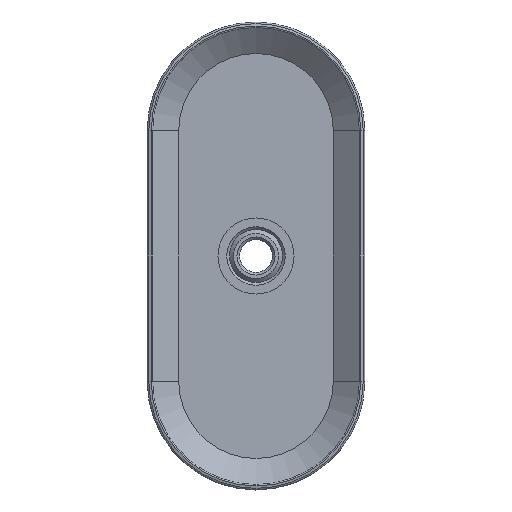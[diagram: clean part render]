
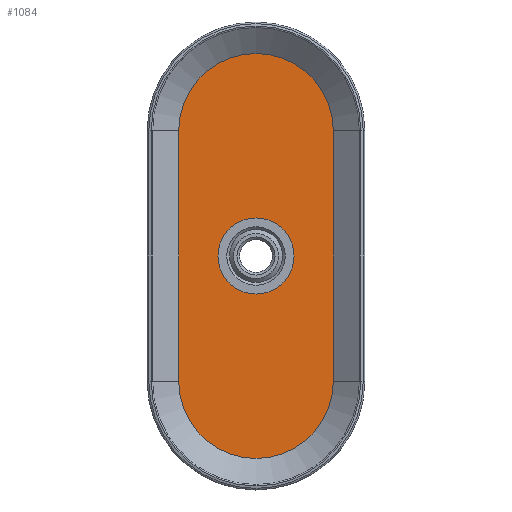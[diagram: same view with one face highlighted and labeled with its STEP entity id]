
A CAD part, front view. The second image highlights one B-rep face of the part: STEP entity #1084.
In plain terms, the highlighted planar face has unit normal (0, -1, 0).
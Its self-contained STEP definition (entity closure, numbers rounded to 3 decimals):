
#80=CIRCLE('',#1186,7.);
#81=CIRCLE('',#1187,14.205);
#82=CIRCLE('',#1188,14.205);
#200=ORIENTED_EDGE('',*,*,#503,.F.);
#201=ORIENTED_EDGE('',*,*,#501,.T.);
#202=ORIENTED_EDGE('',*,*,#504,.T.);
#203=ORIENTED_EDGE('',*,*,#505,.F.);
#204=ORIENTED_EDGE('',*,*,#506,.T.);
#501=EDGE_CURVE('',#651,#650,#743,.T.);
#503=EDGE_CURVE('',#652,#652,#80,.F.);
#504=EDGE_CURVE('',#650,#653,#81,.T.);
#505=EDGE_CURVE('',#654,#653,#745,.T.);
#506=EDGE_CURVE('',#654,#651,#82,.T.);
#650=VERTEX_POINT('',#1747);
#651=VERTEX_POINT('',#1749);
#652=VERTEX_POINT('',#1753);
#653=VERTEX_POINT('',#1755);
#654=VERTEX_POINT('',#1757);
#743=LINE('',#1748,#797);
#745=LINE('',#1756,#799);
#797=VECTOR('',#1370,1000.);
#799=VECTOR('',#1378,1000.);
#844=EDGE_LOOP('',(#200));
#845=EDGE_LOOP('',(#201,#202,#203,#204));
#950=FACE_BOUND('',#844,.T.);
#951=FACE_BOUND('',#845,.T.);
#1054=PLANE('',#1185);
#1084=ADVANCED_FACE('',(#950,#951),#1054,.F.);
#1185=AXIS2_PLACEMENT_3D('',#1751,#1372,#1373);
#1186=AXIS2_PLACEMENT_3D('',#1752,#1374,#1375);
#1187=AXIS2_PLACEMENT_3D('',#1754,#1376,#1377);
#1188=AXIS2_PLACEMENT_3D('',#1758,#1379,#1380);
#1370=DIRECTION('',(0.,0.,-1.));
#1372=DIRECTION('',(0.,1.,0.));
#1373=DIRECTION('',(0.,0.,1.));
#1374=DIRECTION('',(0.,1.,0.));
#1375=DIRECTION('',(0.,0.,1.));
#1376=DIRECTION('',(0.,-1.,0.));
#1377=DIRECTION('',(0.,0.,-1.));
#1378=DIRECTION('',(0.,0.,-1.));
#1379=DIRECTION('',(0.,-1.,0.));
#1380=DIRECTION('',(0.,0.,-1.));
#1747=CARTESIAN_POINT('',(-14.205,4.,-23.));
#1748=CARTESIAN_POINT('',(-14.205,4.,23.));
#1749=CARTESIAN_POINT('',(-14.205,4.,23.));
#1751=CARTESIAN_POINT('',(-14.205,4.,23.));
#1752=CARTESIAN_POINT('',(0.,4.,0.));
#1753=CARTESIAN_POINT('',(0.,4.,7.));
#1754=CARTESIAN_POINT('',(0.,4.,-23.));
#1755=CARTESIAN_POINT('',(14.205,4.,-23.));
#1756=CARTESIAN_POINT('',(14.205,4.,23.));
#1757=CARTESIAN_POINT('',(14.205,4.,23.));
#1758=CARTESIAN_POINT('',(0.,4.,23.));
